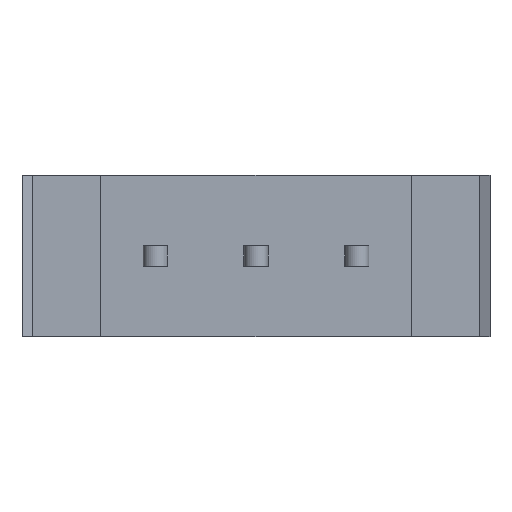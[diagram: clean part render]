
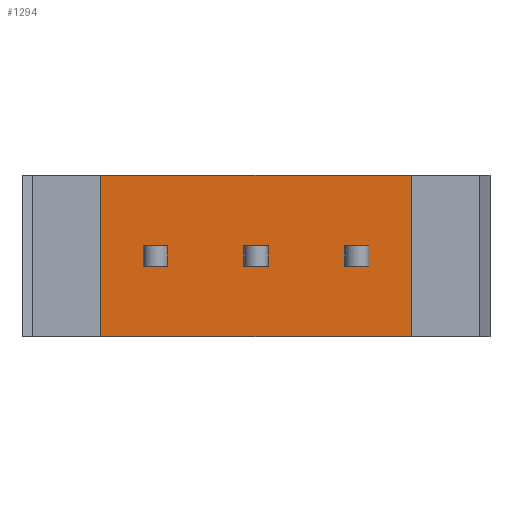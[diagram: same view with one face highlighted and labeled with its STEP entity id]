
A CAD part, front view. The second image highlights one B-rep face of the part: STEP entity #1294.
In plain terms, the highlighted planar face has unit normal (0, -1, 0).
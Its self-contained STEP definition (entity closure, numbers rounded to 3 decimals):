
#5 = VERTEX_POINT ( 'NONE', #1246 ) ;
#85 = CARTESIAN_POINT ( 'NONE',  ( -3.85, 0.52, -2. ) ) ;
#204 = CARTESIAN_POINT ( 'NONE',  ( -3.85, 0.52, 2. ) ) ;
#217 = LINE ( 'NONE', #580, #1375 ) ;
#307 = CARTESIAN_POINT ( 'NONE',  ( 0., 0.52, 2. ) ) ;
#329 = CARTESIAN_POINT ( 'NONE',  ( 0., 0.52, -2. ) ) ;
#344 = ORIENTED_EDGE ( 'NONE', *, *, #1833, .F. ) ;
#480 = AXIS2_PLACEMENT_3D ( 'NONE', #1386, #543, #1686 ) ;
#507 = VERTEX_POINT ( 'NONE', #204 ) ;
#525 = VERTEX_POINT ( 'NONE', #1737 ) ;
#543 = DIRECTION ( 'NONE',  ( 0., 1., 0. ) ) ;
#580 = CARTESIAN_POINT ( 'NONE',  ( -3.85, 0.52, 2. ) ) ;
#652 = ORIENTED_EDGE ( 'NONE', *, *, #1356, .T. ) ;
#689 = DIRECTION ( 'NONE',  ( 0., 0., -1. ) ) ;
#705 = VECTOR ( 'NONE', #1710, 1000. ) ;
#754 = LINE ( 'NONE', #307, #705 ) ;
#796 = VECTOR ( 'NONE', #887, 1000. ) ;
#887 = DIRECTION ( 'NONE',  ( 1., 0., 0. ) ) ;
#922 = ORIENTED_EDGE ( 'NONE', *, *, #1387, .F. ) ;
#981 = LINE ( 'NONE', #329, #796 ) ;
#1089 = PLANE ( 'NONE',  #480 ) ;
#1246 = CARTESIAN_POINT ( 'NONE',  ( 3.85, 0.52, 2. ) ) ;
#1278 = VECTOR ( 'NONE', #689, 1000. ) ;
#1292 = DIRECTION ( 'NONE',  ( 0., 0., -1. ) ) ;
#1294 = ADVANCED_FACE ( 'NONE', ( #1825 ), #1089, .F. ) ;
#1356 = EDGE_CURVE ( 'NONE', #507, #1712, #217, .T. ) ;
#1375 = VECTOR ( 'NONE', #1292, 1000. ) ;
#1386 = CARTESIAN_POINT ( 'NONE',  ( 0., 0.52, 2. ) ) ;
#1387 = EDGE_CURVE ( 'NONE', #507, #5, #754, .T. ) ;
#1441 = ORIENTED_EDGE ( 'NONE', *, *, #1542, .T. ) ;
#1542 = EDGE_CURVE ( 'NONE', #1712, #525, #981, .T. ) ;
#1670 = LINE ( 'NONE', #1835, #1278 ) ;
#1686 = DIRECTION ( 'NONE',  ( 0., 0., 1. ) ) ;
#1710 = DIRECTION ( 'NONE',  ( 1., 0., 0. ) ) ;
#1712 = VERTEX_POINT ( 'NONE', #85 ) ;
#1737 = CARTESIAN_POINT ( 'NONE',  ( 3.85, 0.52, -2. ) ) ;
#1738 = EDGE_LOOP ( 'NONE', ( #1441, #344, #922, #652 ) ) ;
#1825 = FACE_OUTER_BOUND ( 'NONE', #1738, .T. ) ;
#1833 = EDGE_CURVE ( 'NONE', #5, #525, #1670, .T. ) ;
#1835 = CARTESIAN_POINT ( 'NONE',  ( 3.85, 0.52, 2. ) ) ;
